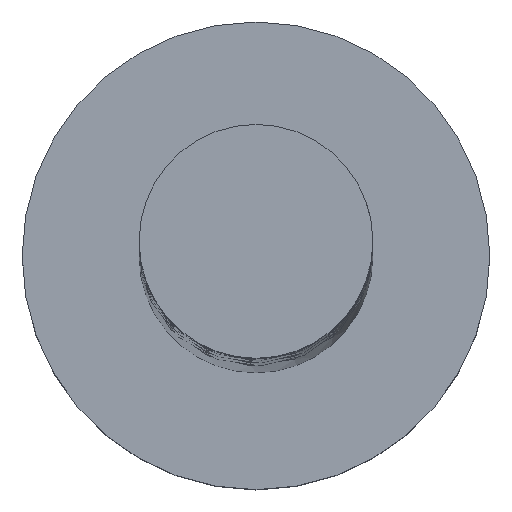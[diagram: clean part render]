
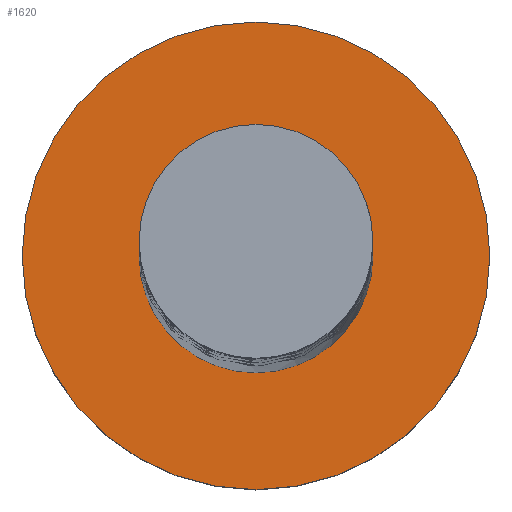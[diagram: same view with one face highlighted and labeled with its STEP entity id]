
A CAD part, top view. The second image highlights one B-rep face of the part: STEP entity #1620.
In plain terms, the highlighted planar face has unit normal (0, 0, 1).
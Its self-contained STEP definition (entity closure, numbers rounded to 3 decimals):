
#42 = CIRCLE ( 'NONE', #980, 2. ) ;
#120 = DIRECTION ( 'NONE',  ( 1., 0., 0. ) ) ;
#131 = CARTESIAN_POINT ( 'NONE',  ( -4., 0., 3. ) ) ;
#136 = CARTESIAN_POINT ( 'NONE',  ( 2., 0., 3. ) ) ;
#245 = EDGE_LOOP ( 'NONE', ( #1271, #1030 ) ) ;
#262 = CIRCLE ( 'NONE', #1455, 2. ) ;
#348 = EDGE_CURVE ( 'NONE', #649, #802, #406, .T. ) ;
#374 = EDGE_CURVE ( 'NONE', #802, #649, #452, .T. ) ;
#406 = CIRCLE ( 'NONE', #478, 4. ) ;
#452 = CIRCLE ( 'NONE', #689, 4. ) ;
#478 = AXIS2_PLACEMENT_3D ( 'NONE', #1637, #1490, #531 ) ;
#505 = DIRECTION ( 'NONE',  ( 0., 0., 1. ) ) ;
#517 = DIRECTION ( 'NONE',  ( 0., 0., 1. ) ) ;
#523 = VERTEX_POINT ( 'NONE', #1354 ) ;
#531 = DIRECTION ( 'NONE',  ( 1., 0., 0. ) ) ;
#601 = DIRECTION ( 'NONE',  ( 0., 0., 1. ) ) ;
#649 = VERTEX_POINT ( 'NONE', #131 ) ;
#689 = AXIS2_PLACEMENT_3D ( 'NONE', #1358, #505, #1247 ) ;
#711 = AXIS2_PLACEMENT_3D ( 'NONE', #1241, #601, #1235 ) ;
#802 = VERTEX_POINT ( 'NONE', #1312 ) ;
#851 = PLANE ( 'NONE',  #711 ) ;
#873 = CARTESIAN_POINT ( 'NONE',  ( 0., 0., 3. ) ) ;
#919 = DIRECTION ( 'NONE',  ( 1., 0., 0. ) ) ;
#952 = EDGE_CURVE ( 'NONE', #1154, #523, #42, .T. ) ;
#980 = AXIS2_PLACEMENT_3D ( 'NONE', #873, #517, #120 ) ;
#1030 = ORIENTED_EDGE ( 'NONE', *, *, #374, .T. ) ;
#1060 = ORIENTED_EDGE ( 'NONE', *, *, #1461, .F. ) ;
#1154 = VERTEX_POINT ( 'NONE', #136 ) ;
#1235 = DIRECTION ( 'NONE',  ( 1., 0., 0. ) ) ;
#1241 = CARTESIAN_POINT ( 'NONE',  ( 0., 0., 3. ) ) ;
#1247 = DIRECTION ( 'NONE',  ( 1., 0., 0. ) ) ;
#1251 = FACE_OUTER_BOUND ( 'NONE', #245, .T. ) ;
#1271 = ORIENTED_EDGE ( 'NONE', *, *, #348, .T. ) ;
#1276 = FACE_BOUND ( 'NONE', #1500, .T. ) ;
#1312 = CARTESIAN_POINT ( 'NONE',  ( 4., 0., 3. ) ) ;
#1354 = CARTESIAN_POINT ( 'NONE',  ( -2., 0., 3. ) ) ;
#1358 = CARTESIAN_POINT ( 'NONE',  ( 0., 0., 3. ) ) ;
#1430 = CARTESIAN_POINT ( 'NONE',  ( 0., 0., 3. ) ) ;
#1435 = ORIENTED_EDGE ( 'NONE', *, *, #952, .F. ) ;
#1455 = AXIS2_PLACEMENT_3D ( 'NONE', #1430, #1543, #919 ) ;
#1461 = EDGE_CURVE ( 'NONE', #523, #1154, #262, .T. ) ;
#1490 = DIRECTION ( 'NONE',  ( 0., 0., 1. ) ) ;
#1500 = EDGE_LOOP ( 'NONE', ( #1060, #1435 ) ) ;
#1543 = DIRECTION ( 'NONE',  ( 0., 0., 1. ) ) ;
#1620 = ADVANCED_FACE ( 'NONE', ( #1276, #1251 ), #851, .T. ) ;
#1637 = CARTESIAN_POINT ( 'NONE',  ( 0., 0., 3. ) ) ;
